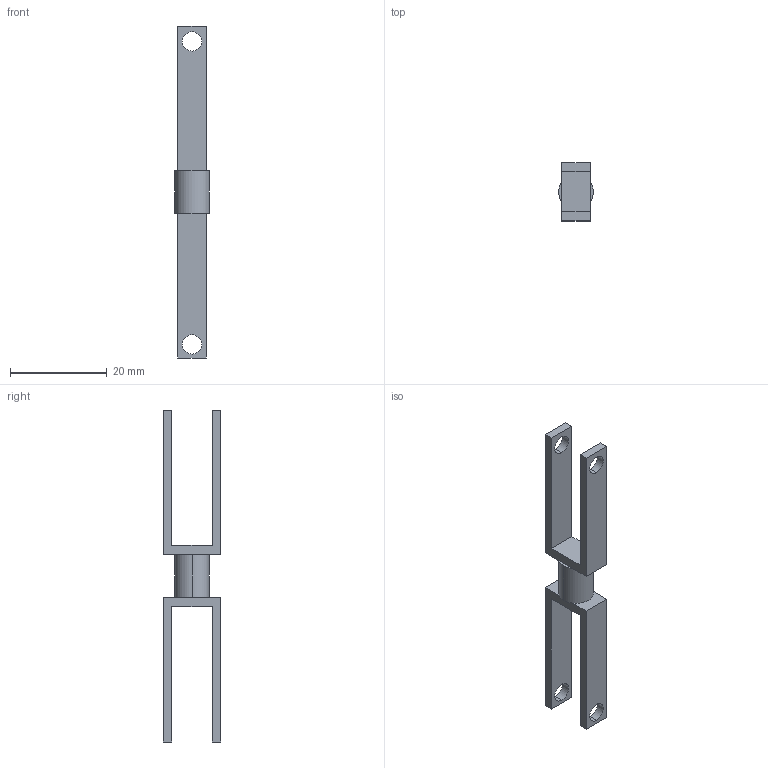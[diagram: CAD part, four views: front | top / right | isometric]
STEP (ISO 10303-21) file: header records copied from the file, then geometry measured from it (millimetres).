
FILE_DESCRIPTION (( 'STEP AP214' ), '1' );
FILE_NAME ('壽誹.ST', '2023-11-03T12:00:39', ( '' ), ( '' ), 'SwSTEP 2.0', 'SolidWorks 2022', '' );
FILE_SCHEMA (( 'AUTOMOTIVE_DESIGN' ));
Length unit declared in the file: millimetre
Products named in the file (1): 关节
Bounding box: 7.2 x 12 x 68.8 mm (x, y, z)
Volume: 1765.4 mm3; surface area: 2299.7 mm2
Topology: 1 solids, 1 shells, 36 faces, 94 edges, 60 vertices
Faces by surface type: plane 26, cylinder 10
Entity records: 1152 total; most frequent: DIRECTION 196, CARTESIAN_POINT 191, ORIENTED_EDGE 188, EDGE_CURVE 94, VECTOR 66, LINE 66, AXIS2_PLACEMENT_3D 65, VERTEX_POINT 60
